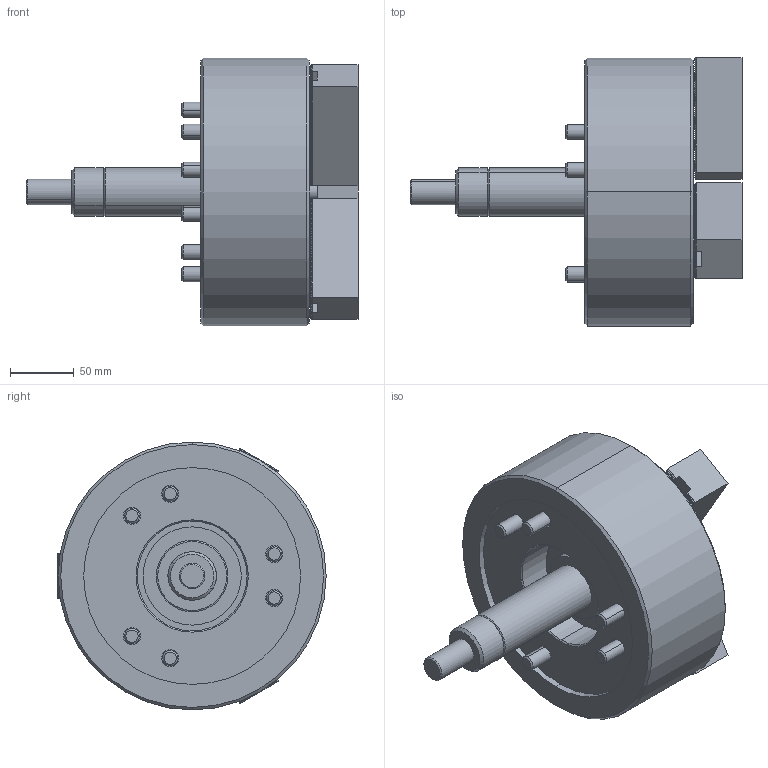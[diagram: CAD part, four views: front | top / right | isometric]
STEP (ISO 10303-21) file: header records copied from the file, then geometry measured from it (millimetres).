
FILE_DESCRIPTION (( 'STEP AP203' ), '1' );
FILE_NAME ('CF-3M-08.STEP', '2018-10-31T01:57:50', ( '' ), ( '' ), 'SwSTEP 2.0', 'SolidWorks 2016', '' );
FILE_SCHEMA (( 'CONFIG_CONTROL_DESIGN' ));
Length unit declared in the file: metre
Products named in the file (10): 圓頭內六角螺栓_M12x30; CF-3M-08-04000; CF-3P-08-07000; SJ-08; CF-3M-08-0100G; 圓頭內六角螺栓_M5x12; CF-3P-08-05000; CF-3M-08; 圓頭內六角螺栓_M12x85; CF-3P-08-06000
Assembly tree (23 placements, depth 2):
  CF-3M-08
    CF-3M-08-0100G
    CF-3M-08-04000
    圓頭內六角螺栓_M5x12  x3
    SJ-08  x3
    圓頭內六角螺栓_M12x30  x6
    CF-3P-08-05000
    CF-3P-08-06000
    CF-3P-08-07000
    圓頭內六角螺栓_M12x85  x6
Bounding box: 260.2 x 210.25 x 210 mm (x, y, z)
Volume: 3094294.8 mm3; surface area: 335698.5 mm2
Topology: 23 solids, 23 shells, 2153 faces, 6028 edges, 3942 vertices
Faces by surface type: plane 1463, cylinder 544, cone 144, torus 2
Entity records: 26482 total; most frequent: CARTESIAN_POINT 5347, ORIENTED_EDGE 4360, DIRECTION 3834, EDGE_CURVE 2180, LINE 1544, VECTOR 1544, VERTEX_POINT 1434, AXIS2_PLACEMENT_3D 1145
